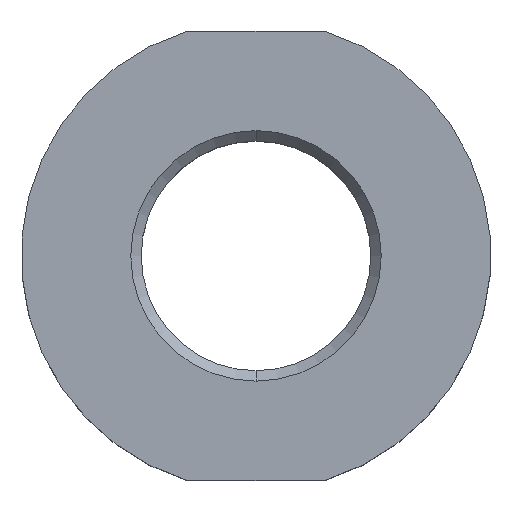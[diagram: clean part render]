
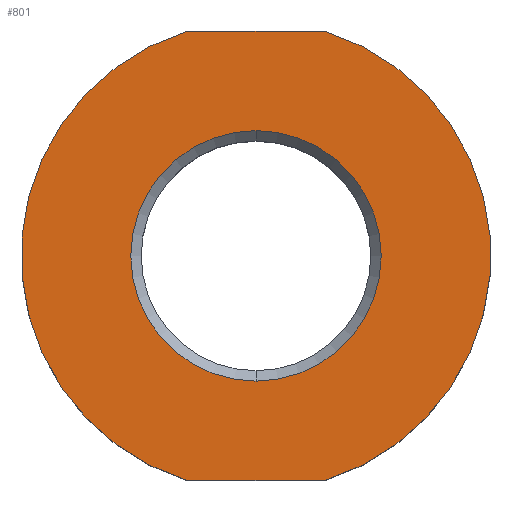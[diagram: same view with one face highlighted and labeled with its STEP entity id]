
A CAD part, top view. The second image highlights one B-rep face of the part: STEP entity #801.
In plain terms, the highlighted planar face has unit normal (0, 0, 1).
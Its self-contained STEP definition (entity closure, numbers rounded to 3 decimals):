
#4 = VECTOR ( 'NONE', #787, 1000. ) ;
#15 = EDGE_CURVE ( 'NONE', #422, #511, #348, .T. ) ;
#48 = FACE_OUTER_BOUND ( 'NONE', #798, .T. ) ;
#51 = DIRECTION ( 'NONE',  ( 0., 0., -1. ) ) ;
#57 = DIRECTION ( 'NONE',  ( 0., 1., 0. ) ) ;
#59 = EDGE_CURVE ( 'NONE', #206, #786, #387, .T. ) ;
#79 = AXIS2_PLACEMENT_3D ( 'NONE', #616, #492, #741 ) ;
#114 = PLANE ( 'NONE',  #79 ) ;
#119 = DIRECTION ( 'NONE',  ( 0., 1., 0. ) ) ;
#132 = EDGE_CURVE ( 'NONE', #422, #206, #649, .T. ) ;
#138 = ORIENTED_EDGE ( 'NONE', *, *, #132, .F. ) ;
#141 = ORIENTED_EDGE ( 'NONE', *, *, #275, .T. ) ;
#148 = VERTEX_POINT ( 'NONE', #181 ) ;
#152 = CARTESIAN_POINT ( 'NONE',  ( 0., 0., 0. ) ) ;
#164 = DIRECTION ( 'NONE',  ( 1., 0., 0. ) ) ;
#170 = CARTESIAN_POINT ( 'NONE',  ( 6.633, -21.5, 0. ) ) ;
#179 = EDGE_CURVE ( 'NONE', #786, #511, #629, .T. ) ;
#181 = CARTESIAN_POINT ( 'NONE',  ( 0., -12., 0. ) ) ;
#206 = VERTEX_POINT ( 'NONE', #251 ) ;
#220 = ORIENTED_EDGE ( 'NONE', *, *, #15, .T. ) ;
#249 = FACE_BOUND ( 'NONE', #657, .T. ) ;
#250 = VERTEX_POINT ( 'NONE', #570 ) ;
#251 = CARTESIAN_POINT ( 'NONE',  ( -6.633, 21.5, 0. ) ) ;
#259 = DIRECTION ( 'NONE',  ( 0., 0., -1. ) ) ;
#275 = EDGE_CURVE ( 'NONE', #250, #148, #600, .T. ) ;
#291 = AXIS2_PLACEMENT_3D ( 'NONE', #571, #651, #702 ) ;
#348 = LINE ( 'NONE', #790, #537 ) ;
#387 = LINE ( 'NONE', #598, #4 ) ;
#388 = DIRECTION ( 'NONE',  ( 0., 0., -1. ) ) ;
#391 = ORIENTED_EDGE ( 'NONE', *, *, #621, .T. ) ;
#422 = VERTEX_POINT ( 'NONE', #457 ) ;
#457 = CARTESIAN_POINT ( 'NONE',  ( -6.633, -21.5, 0. ) ) ;
#492 = DIRECTION ( 'NONE',  ( 0., 0., 1. ) ) ;
#508 = CIRCLE ( 'NONE', #576, 12. ) ;
#511 = VERTEX_POINT ( 'NONE', #170 ) ;
#537 = VECTOR ( 'NONE', #164, 1000. ) ;
#544 = AXIS2_PLACEMENT_3D ( 'NONE', #689, #51, #119 ) ;
#570 = CARTESIAN_POINT ( 'NONE',  ( 0., 12., 0. ) ) ;
#571 = CARTESIAN_POINT ( 'NONE',  ( 0., 0., 0. ) ) ;
#576 = AXIS2_PLACEMENT_3D ( 'NONE', #152, #388, #593 ) ;
#593 = DIRECTION ( 'NONE',  ( 0., -1., 0. ) ) ;
#598 = CARTESIAN_POINT ( 'NONE',  ( -22.5, 21.5, 0. ) ) ;
#600 = CIRCLE ( 'NONE', #291, 12. ) ;
#616 = CARTESIAN_POINT ( 'NONE',  ( 0., 22.5, 0. ) ) ;
#621 = EDGE_CURVE ( 'NONE', #148, #250, #508, .T. ) ;
#629 = CIRCLE ( 'NONE', #699, 22.5 ) ;
#642 = CARTESIAN_POINT ( 'NONE',  ( 0., 0., 0. ) ) ;
#649 = CIRCLE ( 'NONE', #544, 22.5 ) ;
#651 = DIRECTION ( 'NONE',  ( 0., 0., -1. ) ) ;
#657 = EDGE_LOOP ( 'NONE', ( #391, #141 ) ) ;
#689 = CARTESIAN_POINT ( 'NONE',  ( 0., 0., 0. ) ) ;
#699 = AXIS2_PLACEMENT_3D ( 'NONE', #642, #259, #57 ) ;
#702 = DIRECTION ( 'NONE',  ( 0., -1., 0. ) ) ;
#721 = CARTESIAN_POINT ( 'NONE',  ( 6.633, 21.5, 0. ) ) ;
#729 = ORIENTED_EDGE ( 'NONE', *, *, #179, .F. ) ;
#741 = DIRECTION ( 'NONE',  ( 0., -1., 0. ) ) ;
#784 = ORIENTED_EDGE ( 'NONE', *, *, #59, .F. ) ;
#786 = VERTEX_POINT ( 'NONE', #721 ) ;
#787 = DIRECTION ( 'NONE',  ( 1., 0., 0. ) ) ;
#790 = CARTESIAN_POINT ( 'NONE',  ( -22.5, -21.5, 0. ) ) ;
#798 = EDGE_LOOP ( 'NONE', ( #220, #729, #784, #138 ) ) ;
#801 = ADVANCED_FACE ( 'NONE', ( #249, #48 ), #114, .T. ) ;
